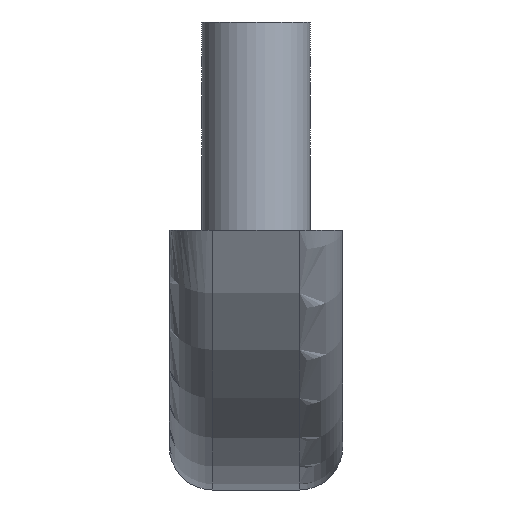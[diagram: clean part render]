
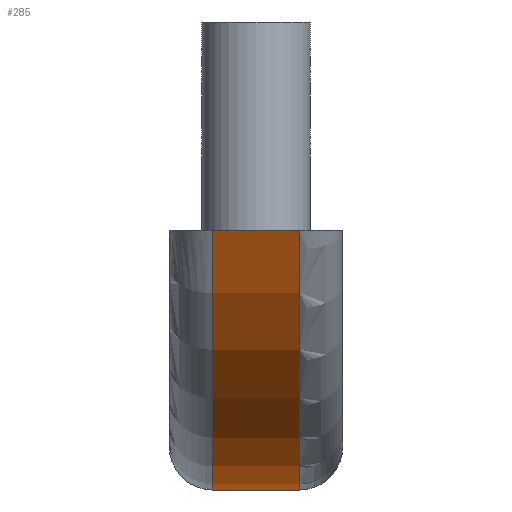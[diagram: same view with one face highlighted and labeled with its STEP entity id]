
A CAD part, left-side view. The second image highlights one B-rep face of the part: STEP entity #285.
In plain terms, the highlighted cylindrical face has radius 10 mm (diameter 20 mm), a partial arc.
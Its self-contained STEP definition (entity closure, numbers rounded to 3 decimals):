
#44=LINE('',#518,#62);
#45=LINE('',#526,#63);
#62=VECTOR('',#411,10.);
#63=VECTOR('',#422,10.);
#72=CYLINDRICAL_SURFACE('',#335,10.);
#89=FACE_OUTER_BOUND('',#111,.T.);
#111=EDGE_LOOP('',(#251,#252,#253,#254));
#124=CIRCLE('',#316,10.);
#128=CIRCLE('',#325,10.);
#140=VERTEX_POINT('',#456);
#142=VERTEX_POINT('',#462);
#145=VERTEX_POINT('',#485);
#147=VERTEX_POINT('',#491);
#165=EDGE_CURVE('',#142,#140,#124,.T.);
#177=EDGE_CURVE('',#145,#147,#128,.T.);
#185=EDGE_CURVE('',#147,#142,#44,.T.);
#188=EDGE_CURVE('',#145,#140,#45,.T.);
#251=ORIENTED_EDGE('',*,*,#165,.F.);
#252=ORIENTED_EDGE('',*,*,#185,.F.);
#253=ORIENTED_EDGE('',*,*,#177,.F.);
#254=ORIENTED_EDGE('',*,*,#188,.T.);
#285=ADVANCED_FACE('',(#89),#72,.T.);
#316=AXIS2_PLACEMENT_3D('',#473,#369,#370);
#325=AXIS2_PLACEMENT_3D('',#504,#393,#394);
#335=AXIS2_PLACEMENT_3D('',#525,#420,#421);
#369=DIRECTION('center_axis',(0.,-1.,0.));
#370=DIRECTION('ref_axis',(-0.548,0.,-0.837));
#393=DIRECTION('center_axis',(0.,1.,0.));
#394=DIRECTION('ref_axis',(-0.548,0.,-0.837));
#411=DIRECTION('',(0.,-1.,0.));
#420=DIRECTION('center_axis',(0.,-1.,0.));
#421=DIRECTION('ref_axis',(-0.917,0.,-0.4));
#422=DIRECTION('',(0.,-1.,0.));
#456=CARTESIAN_POINT('',(9.165,1.,0.));
#462=CARTESIAN_POINT('',(0.,1.,6.));
#473=CARTESIAN_POINT('Origin',(9.165,1.,10.));
#485=CARTESIAN_POINT('',(9.165,3.,0.));
#491=CARTESIAN_POINT('',(0.,3.,6.));
#504=CARTESIAN_POINT('Origin',(9.165,3.,10.));
#518=CARTESIAN_POINT('',(0.,4.,6.));
#525=CARTESIAN_POINT('Origin',(9.165,4.,10.));
#526=CARTESIAN_POINT('',(9.165,4.,0.));
